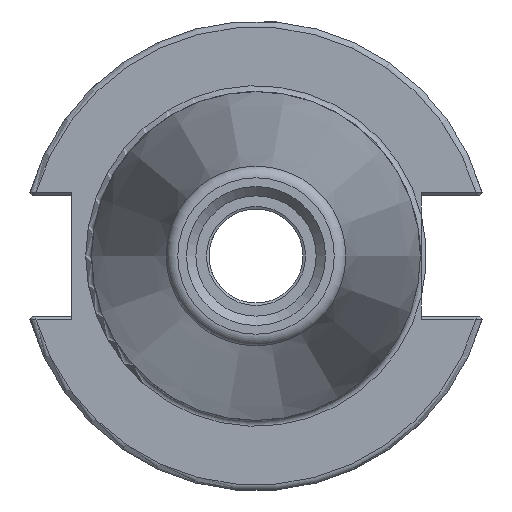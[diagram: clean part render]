
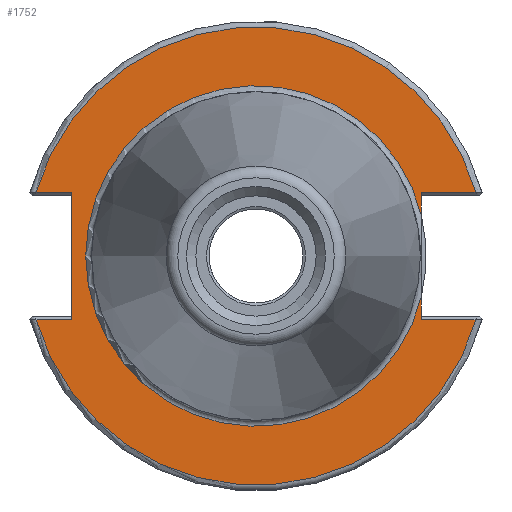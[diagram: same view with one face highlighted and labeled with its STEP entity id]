
A CAD part, left-side view. The second image highlights one B-rep face of the part: STEP entity #1752.
In plain terms, the highlighted planar face has unit normal (-1, 0, 0).
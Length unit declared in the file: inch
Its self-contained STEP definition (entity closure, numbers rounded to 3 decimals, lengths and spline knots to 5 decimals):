
#73=CIRCLE('',#1879,0.90625);
#75=CIRCLE('',#1882,1.21875);
#76=CIRCLE('',#1883,1.21875);
#286=FACE_OUTER_BOUND('',#415,.T.);
#415=EDGE_LOOP('',(#1258,#1259,#1260,#1261,#1262,#1263,#1264,#1265,#1266,
#1267));
#504=LINE('',#2764,#607);
#519=LINE('',#2846,#622);
#522=LINE('',#2855,#625);
#531=LINE('',#2871,#634);
#535=LINE('',#2905,#638);
#536=LINE('',#2908,#639);
#537=LINE('',#2911,#640);
#607=VECTOR('',#2035,0.67625);
#622=VECTOR('',#2058,0.19091);
#625=VECTOR('',#2067,0.12159);
#634=VECTOR('',#2076,0.12159);
#638=VECTOR('',#2118,0.29091);
#639=VECTOR('',#2121,0.19091);
#640=VECTOR('',#2124,0.29091);
#726=VERTEX_POINT('',#2762);
#727=VERTEX_POINT('',#2763);
#746=VERTEX_POINT('',#2845);
#747=VERTEX_POINT('',#2849);
#748=VERTEX_POINT('',#2850);
#749=VERTEX_POINT('',#2854);
#756=VERTEX_POINT('',#2869);
#767=VERTEX_POINT('',#2904);
#768=VERTEX_POINT('',#2907);
#769=VERTEX_POINT('',#2909);
#901=EDGE_CURVE('',#726,#727,#504,.T.);
#923=EDGE_CURVE('',#727,#746,#519,.T.);
#927=EDGE_CURVE('',#749,#747,#522,.T.);
#936=EDGE_CURVE('',#748,#756,#531,.T.);
#948=EDGE_CURVE('',#748,#747,#73,.T.);
#950=EDGE_CURVE('',#756,#767,#535,.T.);
#951=EDGE_CURVE('',#746,#767,#75,.T.);
#952=EDGE_CURVE('',#768,#726,#536,.T.);
#953=EDGE_CURVE('',#769,#768,#76,.T.);
#954=EDGE_CURVE('',#769,#749,#537,.T.);
#1258=ORIENTED_EDGE('',*,*,#950,.T.);
#1259=ORIENTED_EDGE('',*,*,#951,.F.);
#1260=ORIENTED_EDGE('',*,*,#923,.F.);
#1261=ORIENTED_EDGE('',*,*,#901,.F.);
#1262=ORIENTED_EDGE('',*,*,#952,.F.);
#1263=ORIENTED_EDGE('',*,*,#953,.F.);
#1264=ORIENTED_EDGE('',*,*,#954,.T.);
#1265=ORIENTED_EDGE('',*,*,#927,.T.);
#1266=ORIENTED_EDGE('',*,*,#948,.F.);
#1267=ORIENTED_EDGE('',*,*,#936,.T.);
#1597=PLANE('',#1881);
#1752=ADVANCED_FACE('',(#286),#1597,.T.);
#1879=AXIS2_PLACEMENT_3D('',#2900,#2112,#2113);
#1881=AXIS2_PLACEMENT_3D('',#2903,#2116,#2117);
#1882=AXIS2_PLACEMENT_3D('',#2906,#2119,#2120);
#1883=AXIS2_PLACEMENT_3D('',#2910,#2122,#2123);
#2035=DIRECTION('',(0.,0.,1.));
#2058=DIRECTION('',(0.,1.,0.));
#2067=DIRECTION('',(0.,0.,1.));
#2076=DIRECTION('',(0.,0.,1.));
#2112=DIRECTION('center_axis',(-1.,0.,0.));
#2113=DIRECTION('ref_axis',(0.,1.,0.));
#2116=DIRECTION('center_axis',(-1.,0.,0.));
#2117=DIRECTION('ref_axis',(0.,0.,1.));
#2118=DIRECTION('',(0.,-1.,0.));
#2119=DIRECTION('center_axis',(1.,0.,0.));
#2120=DIRECTION('ref_axis',(0.,0.,1.));
#2121=DIRECTION('',(0.,-1.,0.));
#2122=DIRECTION('center_axis',(1.,0.,0.));
#2123=DIRECTION('ref_axis',(0.,0.,-1.));
#2124=DIRECTION('',(0.,1.,0.));
#2762=CARTESIAN_POINT('',(2.815,0.98,-0.33813));
#2763=CARTESIAN_POINT('',(2.815,0.98,0.33813));
#2764=CARTESIAN_POINT('',(2.815,0.98,-0.33813));
#2845=CARTESIAN_POINT('',(2.815,1.17091,0.33813));
#2846=CARTESIAN_POINT('',(2.815,0.0275,0.33813));
#2849=CARTESIAN_POINT('',(2.815,-0.88,-0.21654));
#2850=CARTESIAN_POINT('',(2.815,-0.88,0.21654));
#2854=CARTESIAN_POINT('',(2.815,-0.88,-0.33813));
#2855=CARTESIAN_POINT('',(2.815,-0.88,0.));
#2869=CARTESIAN_POINT('',(2.815,-0.88,0.33813));
#2871=CARTESIAN_POINT('',(2.815,-0.88,0.));
#2900=CARTESIAN_POINT('Origin',(2.815,0.,0.));
#2903=CARTESIAN_POINT('Origin',(2.815,-0.875,0.));
#2904=CARTESIAN_POINT('',(2.815,-1.17091,0.33813));
#2905=CARTESIAN_POINT('',(2.815,-0.9025,0.33813));
#2906=CARTESIAN_POINT('Origin',(2.815,0.,0.));
#2907=CARTESIAN_POINT('',(2.815,1.17091,-0.33813));
#2908=CARTESIAN_POINT('',(2.815,0.2775,-0.33813));
#2909=CARTESIAN_POINT('',(2.815,-1.17091,-0.33813));
#2910=CARTESIAN_POINT('Origin',(2.815,0.,0.));
#2911=CARTESIAN_POINT('',(2.815,-0.9025,-0.33813));
